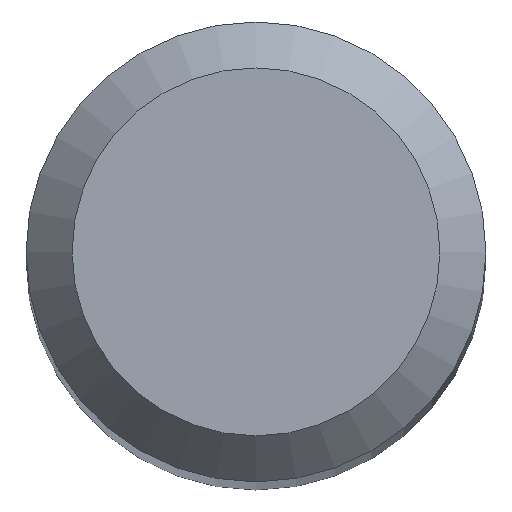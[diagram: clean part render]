
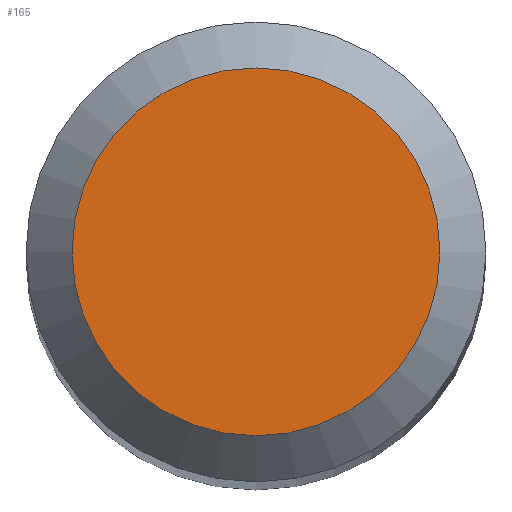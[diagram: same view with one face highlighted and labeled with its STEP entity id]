
A CAD part, top view. The second image highlights one B-rep face of the part: STEP entity #165.
In plain terms, the highlighted planar face has unit normal (0, 0, 1).
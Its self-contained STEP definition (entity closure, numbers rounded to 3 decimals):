
#4 = CARTESIAN_POINT ( 'NONE',  ( 0., 1.2, 38. ) ) ;
#32 = EDGE_CURVE ( 'NONE', #358, #358, #345, .T. ) ;
#64 = FACE_OUTER_BOUND ( 'NONE', #340, .T. ) ;
#127 = CARTESIAN_POINT ( 'NONE',  ( 1.2, 0., 38. ) ) ;
#149 = DIRECTION ( 'NONE',  ( -1., 0., 0. ) ) ;
#165 = ADVANCED_FACE ( 'NONE', ( #64 ), #299, .F. ) ;
#214 = DIRECTION ( 'NONE',  ( 1., 0., 0. ) ) ;
#286 = AXIS2_PLACEMENT_3D ( 'NONE', #287, #380, #214 ) ;
#287 = CARTESIAN_POINT ( 'NONE',  ( 0., 0., 38. ) ) ;
#295 = DIRECTION ( 'NONE',  ( 0., 0., -1. ) ) ;
#299 = PLANE ( 'NONE',  #337 ) ;
#337 = AXIS2_PLACEMENT_3D ( 'NONE', #4, #295, #149 ) ;
#340 = EDGE_LOOP ( 'NONE', ( #385 ) ) ;
#345 = CIRCLE ( 'NONE', #286, 1.2 ) ;
#358 = VERTEX_POINT ( 'NONE', #127 ) ;
#380 = DIRECTION ( 'NONE',  ( 0., 0., 1. ) ) ;
#385 = ORIENTED_EDGE ( 'NONE', *, *, #32, .T. ) ;
